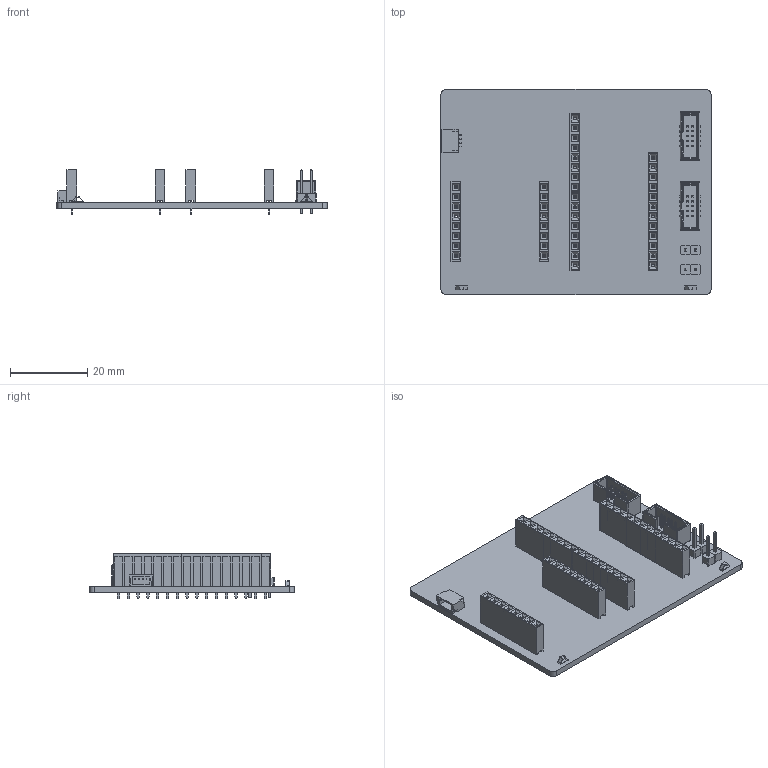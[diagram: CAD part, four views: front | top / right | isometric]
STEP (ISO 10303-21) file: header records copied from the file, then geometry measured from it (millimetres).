
FILE_DESCRIPTION(('Open CASCADE Model'),'2;1');
FILE_NAME('Open CASCADE Shape Model','2020-04-06T17:07:35',('Author'),( 'Open CASCADE'),'Open CASCADE STEP processor 6.8','Open CASCADE 6.8' ,'Unknown');
FILE_SCHEMA(('AUTOMOTIVE_DESIGN { 1 0 10303 214 1 1 1 1 }'));
Length unit declared in the file: millimetre
Products named in the file (14): PCB; Board; Open CASCADE STEP translator 6.8 3.1.1; GND1; 5015KCT-ND_TestPoint; GND; Designator5; F1X8; Free-Models; User_Library-Header_Male_2Pin; User_Library-Header_Male_2Pin_PinArray; User_Library-Header_Male_2Pin_BodyArray; IDCHeader2x5pin1.27mm; SM04B-SRSS-TB
Assembly tree (21 placements, depth 4):
  PCB
    Board
      Open CASCADE STEP translator 6.8 3.1.1
    GND1
      5015KCT-ND_TestPoint
    GND
      5015KCT-ND_TestPoint
    Designator5
      F1X8  x2
    Free-Models
      User_Library-Header_Male_2Pin  x2
        User_Library-Header_Male_2Pin_PinArray
        User_Library-Header_Male_2Pin_BodyArray
      IDCHeader2x5pin1.27mm  x2
      SM04B-SRSS-TB
      F1X8  x4
Bounding box: 70 x 53.2 x 11.7 mm (x, y, z)
Volume: 7574.5 mm3; surface area: 15826.2 mm2
Topology: 20 solids, 20 shells, 2779 faces, 7872 edges, 5106 vertices
Faces by surface type: plane 2087, cylinder 612, torus 64, sphere 16
Full cylindrical faces by diameter (mm): 0.889 x16, 1 x4
Entity records: 35106 total; most frequent: CARTESIAN_POINT 5077, ORIENTED_EDGE 4656, DIRECTION 4310, EDGE_CURVE 2328, LINE 1880, VECTOR 1880, PRESENTATION_STYLE_ASSIGNMENT 1523, VERTEX_POINT 1486
